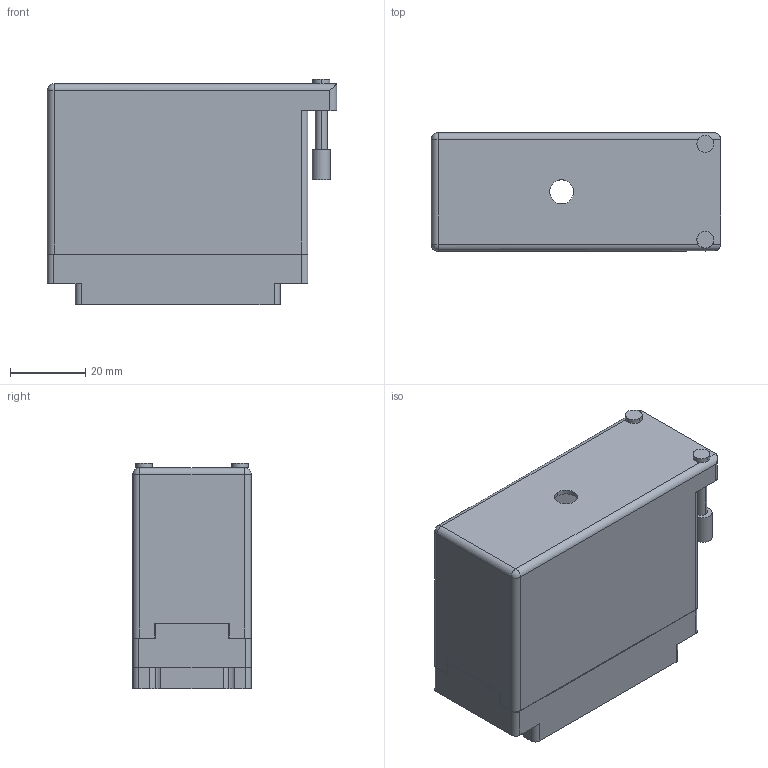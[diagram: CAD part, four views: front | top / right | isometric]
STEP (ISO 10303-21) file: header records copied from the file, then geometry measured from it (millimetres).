
FILE_DESCRIPTION (( 'STEP AP203' ), '1' );
FILE_NAME ('516-090-000-350.STEP', '2020-03-10T16:10:51', ( '' ), ( '' ), 'SwSTEP 2.0', 'SolidWorks 2016', '' );
FILE_SCHEMA (( 'CONFIG_CONTROL_DESIGN' ));
Length unit declared in the file: inch
Products named in the file (3): 516-230-001_Metal - 090 Side Entry; 516-090-000-350; 516 Plug Insulator_090
Assembly tree (2 placements, depth 2):
  516-090-000-350
    516 Plug Insulator_090
    516-230-001_Metal - 090 Side Entry
Bounding box: 76.66 x 31.34 x 59.84 mm (x, y, z)
Volume: 31307.5 mm3; surface area: 44218.1 mm2
Topology: 2 solids, 2 shells, 1909 faces, 5668 edges, 3772 vertices
Faces by surface type: plane 1416, cylinder 489, cone 2, sphere 2
Entity records: 64601 total; most frequent: CARTESIAN_POINT 11390, ORIENTED_EDGE 11332, DIRECTION 10834, EDGE_CURVE 5666, VECTOR 4314, LINE 4314, VERTEX_POINT 3772, AXIS2_PLACEMENT_3D 3260
